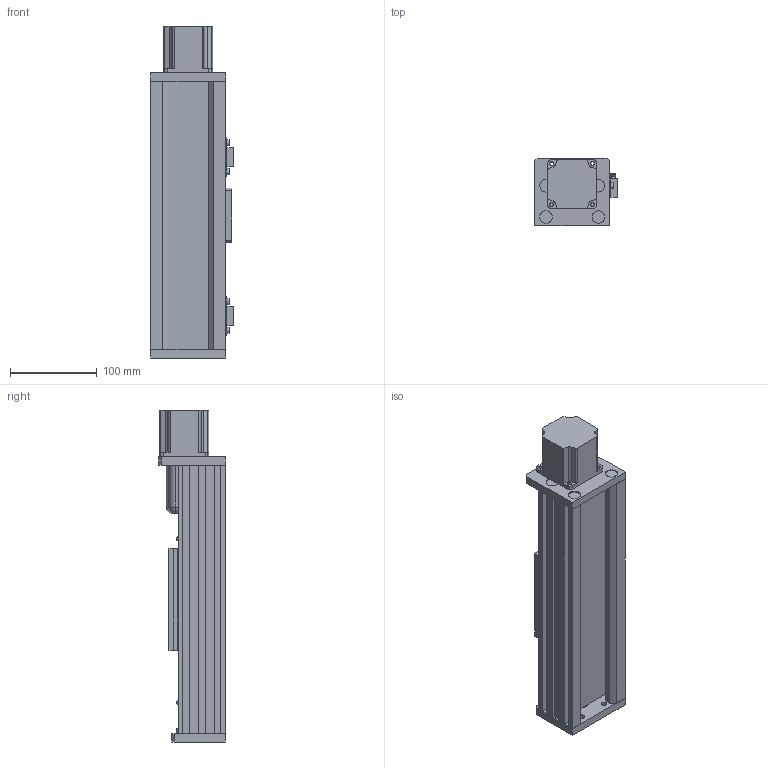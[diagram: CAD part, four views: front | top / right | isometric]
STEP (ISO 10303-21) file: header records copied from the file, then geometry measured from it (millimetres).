
FILE_DESCRIPTION(/* description */ ('Alibre Inc.'),/* implementation_level */ '2;1');
FILE_NAME(/* name */ 'export0',/* time_stamp */ '2013-03-13T00:30:15-04:00',/* author */ (''),/* organization */ (''),/* preprocessor_version */ 'ST-DEVELOPER v14',/* originating_system */ 'Alibre',/* authorisation */ '');
FILE_SCHEMA (('AUTOMOTIVE_DESIGN'));
Length unit declared in the file: centimetre
Products named in the file (12): ID_23
Bounding box: 95.35 x 76.96 x 383.03 mm (x, y, z)
Volume: 1205561.7 mm3; surface area: 296389.3 mm2
Topology: 11 solids, 11 shells, 285 faces, 665 edges, 441 vertices
Faces by surface type: plane 181, cylinder 99, torus 3, sphere 2
Full cylindrical faces by diameter (mm): 4.166 x4, 5.08 x2, 5.258 x8, 5.766 x4, 6.528 x4, 7.087 x8, 7.137 x4, 9.525 x2, 9.55 x1, 9.906 x4, 12.7 x1, 14.3 x10, 15.875 x1, 19.05 x1, 25.4 x1, 38.1 x1, 38.862 x1
Entity records: 7951 total; most frequent: CARTESIAN_POINT 1323, DIRECTION 1214, ORIENTED_EDGE 1190, EDGE_CURVE 595, AXIS2_PLACEMENT_3D 505, VERTEX_POINT 432, EDGE_LOOP 427, FACE_BOUND 427
